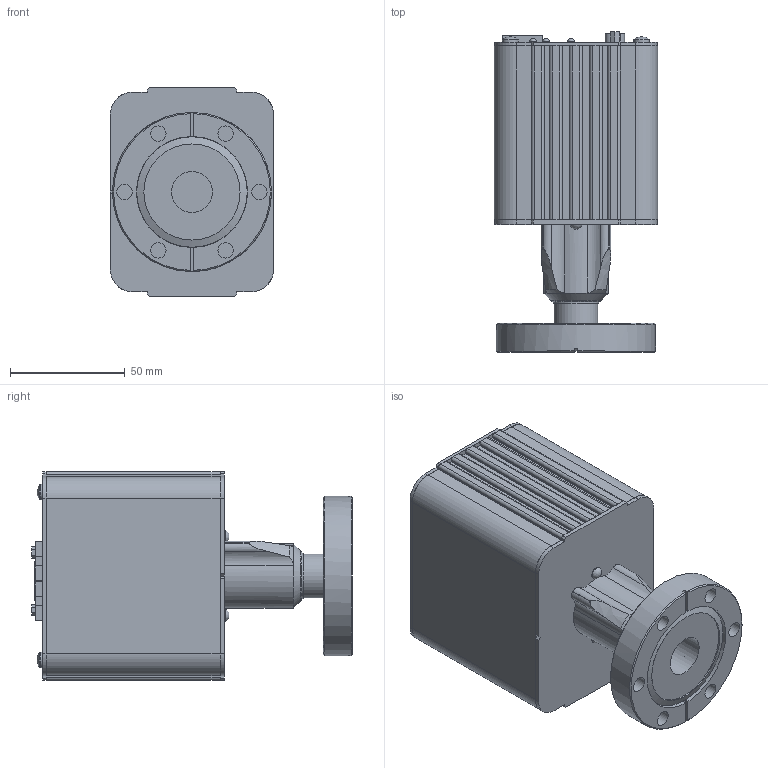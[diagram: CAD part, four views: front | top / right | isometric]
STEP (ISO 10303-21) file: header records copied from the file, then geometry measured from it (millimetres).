
FILE_DESCRIPTION (( 'STEP AP214' ), '1' );
FILE_NAME ('390, 392 EC, CF 2.75.STEP', '2019-08-26T17:09:04', ( 'mks' ), ( 'Microsoft' ), 'SwSTEP 2.0', 'SolidWorks 2015', '' );
FILE_SCHEMA (( 'AUTOMOTIVE_DESIGN' ));
Length unit declared in the file: inch
Products named in the file (1): 390, 392 EC, CF 2.75
Bounding box: 71.12 x 139.76 x 90.81 mm (x, y, z)
Volume: 547086.3 mm3; surface area: 60213.3 mm2
Topology: 1 solids, 1 shells, 385 faces, 970 edges, 622 vertices
Faces by surface type: plane 252, cylinder 106, cone 13, sphere 9, torus 4, bspline 1
Full cylindrical faces by diameter (mm): 3 x1, 3.81 x3, 4.216 x2, 4.445 x3, 5.359 x2, 6.731 x6, 6.888 x4, 17.78 x1, 19.05 x2, 19.304 x1, 19.812 x1, 28.016 x1, 39.624 x1, 41.91 x1, 48.184 x1, 48.387 x1, 69.342 x1
Entity records: 13388 total; most frequent: CARTESIAN_POINT 4149, DIRECTION 1967, ORIENTED_EDGE 1814, EDGE_CURVE 907, AXIS2_PLACEMENT_3D 695, VERTEX_POINT 604, VECTOR 577, LINE 577
